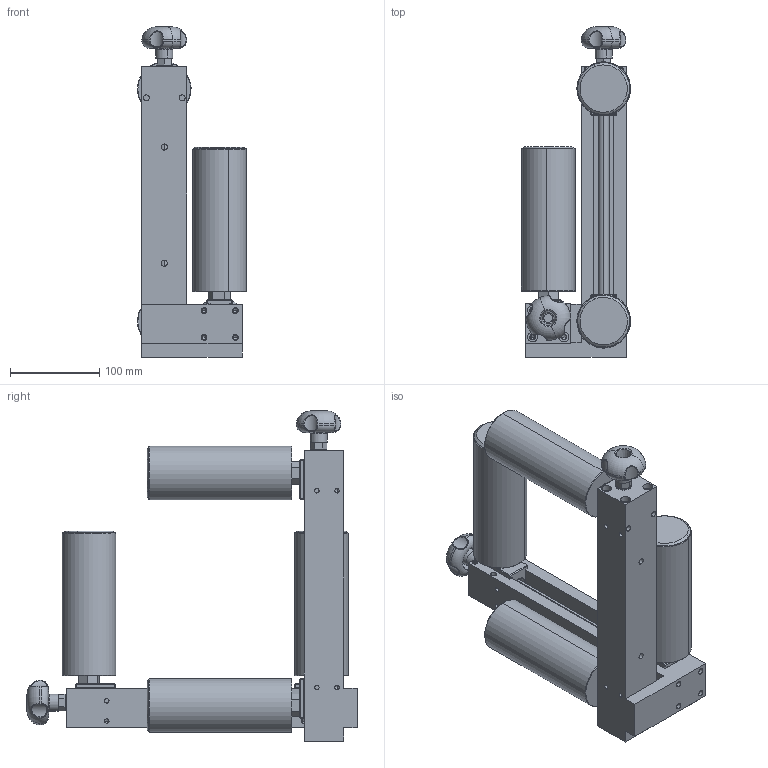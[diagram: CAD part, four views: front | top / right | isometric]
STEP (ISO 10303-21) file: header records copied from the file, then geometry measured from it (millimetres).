
FILE_DESCRIPTION (( 'STEP AP214' ), '1' );
FILE_NAME ('250423 STEP 3-400263-00_17268A.STEP', '2025-04-23T06:18:09', ( '' ), ( '' ), 'SwSTEP 2.0', 'SolidWorks 2024', '' );
FILE_SCHEMA (( 'AUTOMOTIVE_DESIGN' ));
Length unit declared in the file: millimetre
Products named in the file (1): 250423 STEP 3-400263-00_17268A
Bounding box: 121.95 x 369.39 x 369.39 mm (x, y, z)
Volume: 3126678.9 mm3; surface area: 402194.1 mm2
Topology: 1 solids, 1 shells, 1019 faces, 2590 edges, 1630 vertices
Faces by surface type: plane 407, cylinder 282, bspline 166, cone 144, torus 20
Entity records: 41727 total; most frequent: CARTESIAN_POINT 18144, ORIENTED_EDGE 5084, DIRECTION 4448, EDGE_CURVE 2542, VERTEX_POINT 1630, AXIS2_PLACEMENT_3D 1532, LINE 1384, VECTOR 1384
